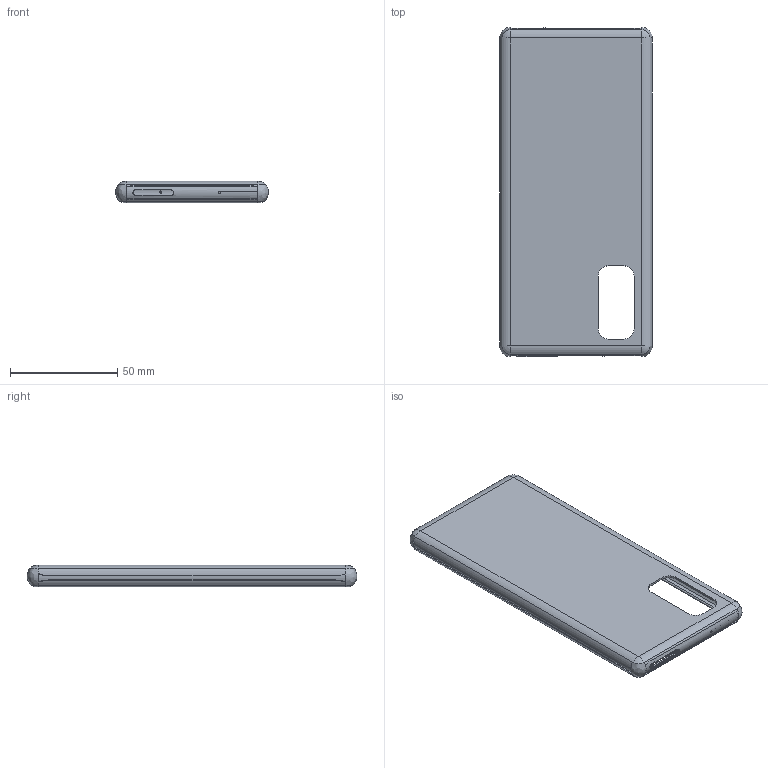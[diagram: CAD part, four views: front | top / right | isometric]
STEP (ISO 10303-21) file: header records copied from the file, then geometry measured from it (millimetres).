
FILE_DESCRIPTION(/* description */ (''),/* implementation_level */ '2;1');
FILE_NAME(/* name */ 'SAMSUNG-S20 v2.step',/* time_stamp */ '2021-04-20T03:24:57+02:00',/* author */ (''),/* organization */ (''),/* preprocessor_version */ 'ST-DEVELOPER v18.1',/* originating_system */ 'Autodesk Translation Framework v10.6.0.1341',/* authorisation */ '');
FILE_SCHEMA (('AUTOMOTIVE_DESIGN { 1 0 10303 214 3 1 1 }'));
Length unit declared in the file: millimetre
Products named in the file (2): SAMSUNG-S20; Komponente1
Assembly tree (1 placements, depth 2):
  SAMSUNG-S20
    Komponente1
Bounding box: 71.25 x 153.7 x 10.01 mm (x, y, z)
Volume: 13672.6 mm3; surface area: 29699 mm2
Topology: 2 solids, 2 shells, 192 faces, 529 edges, 332 vertices
Faces by surface type: bspline 66, cylinder 62, plane 52, sphere 8, torus 4
Full cylindrical faces by diameter (mm): 1 x1
Entity records: 11558 total; most frequent: CARTESIAN_POINT 6947, ORIENTED_EDGE 1042, DIRECTION 768, EDGE_CURVE 521, VERTEX_POINT 332, AXIS2_PLACEMENT_3D 277, EDGE_LOOP 221, LINE 214
